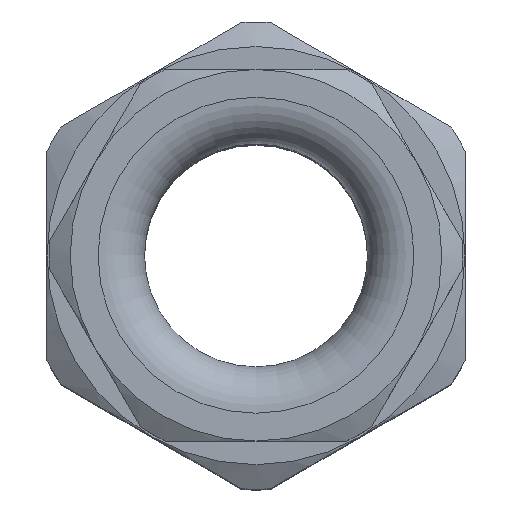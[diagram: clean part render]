
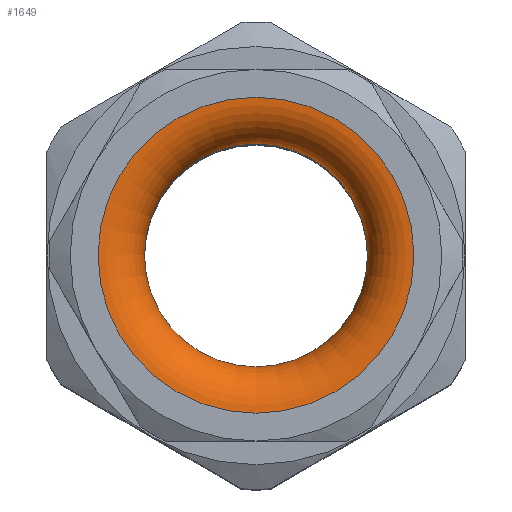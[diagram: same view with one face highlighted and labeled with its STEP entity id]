
A CAD part, top view. The second image highlights one B-rep face of the part: STEP entity #1649.
In plain terms, the highlighted toroidal (fillet/blend) face has major radius 10.2 mm and minor radius 3 mm.
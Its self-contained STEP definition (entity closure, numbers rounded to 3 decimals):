
#1103=CARTESIAN_POINT('',(0.,-10.2,59.));
#1104=VERTEX_POINT('',#1103);
#1105=CARTESIAN_POINT('',(0.,-0.,59.));
#1106=DIRECTION('',(-0.,0.,-1.));
#1107=DIRECTION('',(-0.,-1.,-0.));
#1108=AXIS2_PLACEMENT_3D('',#1105,#1106,#1107);
#1109=CIRCLE('',#1108,10.2);
#1110=EDGE_CURVE('',#1104,#1104,#1109,.T.);
#1595=CARTESIAN_POINT('',(0.,-7.2,56.));
#1596=VERTEX_POINT('',#1595);
#1605=CARTESIAN_POINT('',(0.,-0.,56.));
#1606=DIRECTION('',(0.,-0.,1.));
#1607=DIRECTION('',(-0.,-1.,-0.));
#1608=AXIS2_PLACEMENT_3D('',#1605,#1606,#1607);
#1609=CIRCLE('',#1608,7.2);
#1610=EDGE_CURVE('',#1596,#1596,#1609,.T.);
#1632=CARTESIAN_POINT('',(0.,-0.,56.));
#1633=DIRECTION('',(0.,-0.,1.));
#1634=DIRECTION('',(-0.,-1.,-0.));
#1635=AXIS2_PLACEMENT_3D('',#1632,#1633,#1634);
#1636=TOROIDAL_SURFACE('',#1635,10.2,3.);
#1637=CARTESIAN_POINT('',(0.,-10.2,56.));
#1638=DIRECTION('',(1.,-0.,-0.));
#1639=DIRECTION('',(-0.,-1.,-0.));
#1640=AXIS2_PLACEMENT_3D('',#1637,#1638,#1639);
#1641=CIRCLE('',#1640,3.);
#1642=EDGE_CURVE('',#1596,#1104,#1641,.T.);
#1643=ORIENTED_EDGE('',*,*,#1642,.T.);
#1644=ORIENTED_EDGE('',*,*,#1110,.F.);
#1645=ORIENTED_EDGE('',*,*,#1642,.F.);
#1646=ORIENTED_EDGE('',*,*,#1610,.F.);
#1647=EDGE_LOOP('',(#1643,#1644,#1645,#1646));
#1648=FACE_BOUND('',#1647,.T.);
#1649=ADVANCED_FACE('',(#1648),#1636,.T.);
